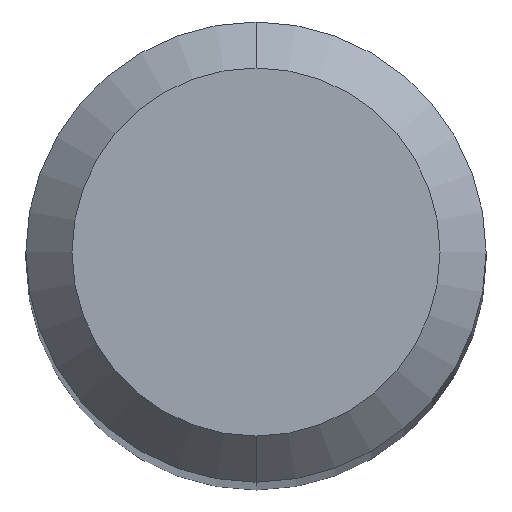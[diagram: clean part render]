
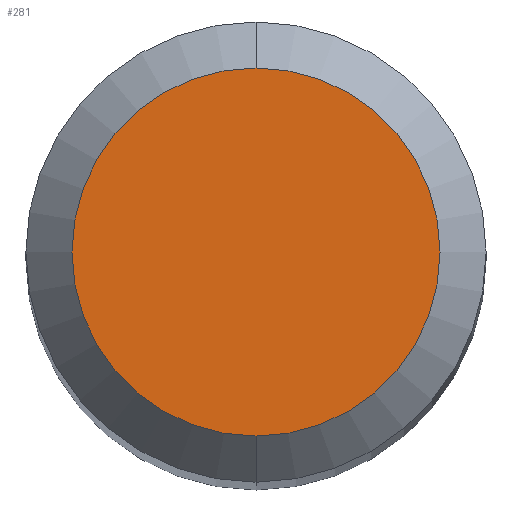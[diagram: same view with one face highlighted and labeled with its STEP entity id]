
A CAD part, top view. The second image highlights one B-rep face of the part: STEP entity #281.
In plain terms, the highlighted planar face has unit normal (0, 0, 1).
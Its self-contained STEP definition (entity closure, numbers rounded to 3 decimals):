
#229=EDGE_CURVE('',#347,#327,#542,.T.);
#281=ADVANCED_FACE('',(#597),#598,.T.);
#327=VERTEX_POINT('',#649);
#347=VERTEX_POINT('',#670);
#431=EDGE_CURVE('',#327,#347,#765,.T.);
#542=CIRCLE('',#973,1.2);
#597=FACE_OUTER_BOUND('',#1061,.T.);
#598=PLANE('',#1062);
#649=CARTESIAN_POINT('',(0.0,1.2,0.0));
#670=CARTESIAN_POINT('',(0.,-1.2,0.0));
#765=CIRCLE('',#1354,1.2);
#973=AXIS2_PLACEMENT_3D('',#1514,#1515,#1516);
#1061=EDGE_LOOP('',(#1551,#1552));
#1062=AXIS2_PLACEMENT_3D('',#1553,#1554,#1555);
#1354=AXIS2_PLACEMENT_3D('',#1763,#1764,#1765);
#1514=CARTESIAN_POINT('',(0.0,0.0,0.0));
#1515=DIRECTION('',(0.0,0.0,-1.0));
#1516=DIRECTION('',(0.0,1.0,0.0));
#1551=ORIENTED_EDGE('',*,*,#431,.F.);
#1552=ORIENTED_EDGE('',*,*,#229,.F.);
#1553=CARTESIAN_POINT('',(0.0,0.6,0.0));
#1554=DIRECTION('',(-0.0,0.0,1.0));
#1555=DIRECTION('',(0.0,-1.0,0.0));
#1763=CARTESIAN_POINT('',(0.0,0.0,0.0));
#1764=DIRECTION('',(0.0,0.0,-1.0));
#1765=DIRECTION('',(0.0,1.0,0.0));
